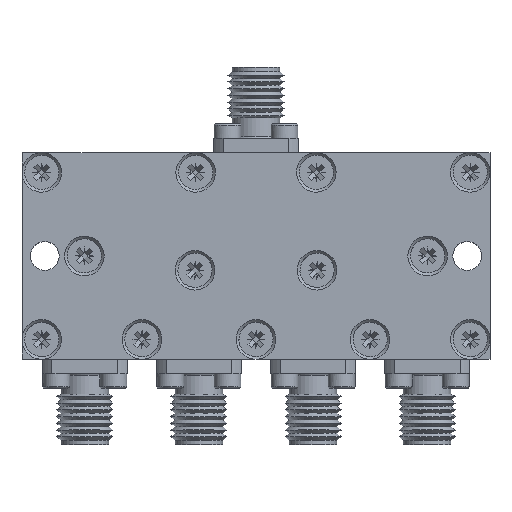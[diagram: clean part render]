
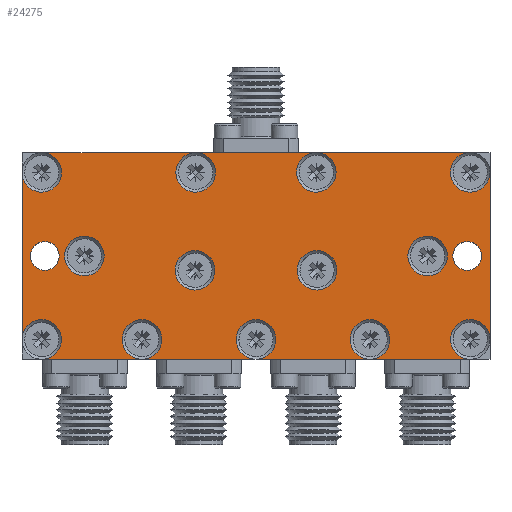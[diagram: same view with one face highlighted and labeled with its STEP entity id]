
A CAD part, top view. The second image highlights one B-rep face of the part: STEP entity #24275.
In plain terms, the highlighted planar face has unit normal (0, 0, 1).
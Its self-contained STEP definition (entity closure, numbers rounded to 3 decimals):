
#688=LINE('',#31858,#2125);
#689=LINE('',#31860,#2126);
#690=LINE('',#31862,#2127);
#712=LINE('',#31939,#2149);
#713=LINE('',#31941,#2150);
#714=LINE('',#31943,#2151);
#715=LINE('',#31945,#2152);
#719=LINE('',#32027,#2156);
#722=LINE('',#32033,#2159);
#2125=VECTOR('',#27015,1000.);
#2126=VECTOR('',#27016,1000.);
#2127=VECTOR('',#27017,1000.);
#2149=VECTOR('',#27073,1000.);
#2150=VECTOR('',#27074,1000.);
#2151=VECTOR('',#27075,1000.);
#2152=VECTOR('',#27076,1000.);
#2156=VECTOR('',#27174,1000.);
#2159=VECTOR('',#27179,1000.);
#4162=ORIENTED_EDGE('',*,*,#7911,.F.);
#4163=ORIENTED_EDGE('',*,*,#7909,.F.);
#4164=ORIENTED_EDGE('',*,*,#7840,.T.);
#4165=ORIENTED_EDGE('',*,*,#8172,.T.);
#4166=ORIENTED_EDGE('',*,*,#7839,.T.);
#4167=ORIENTED_EDGE('',*,*,#8170,.T.);
#4168=ORIENTED_EDGE('',*,*,#7838,.T.);
#4169=ORIENTED_EDGE('',*,*,#8173,.T.);
#4170=ORIENTED_EDGE('',*,*,#7915,.T.);
#4171=ORIENTED_EDGE('',*,*,#8168,.T.);
#4172=ORIENTED_EDGE('',*,*,#7881,.T.);
#4173=ORIENTED_EDGE('',*,*,#8166,.T.);
#4174=ORIENTED_EDGE('',*,*,#7880,.T.);
#4175=ORIENTED_EDGE('',*,*,#8164,.T.);
#4176=ORIENTED_EDGE('',*,*,#7879,.T.);
#4177=ORIENTED_EDGE('',*,*,#8162,.T.);
#4178=ORIENTED_EDGE('',*,*,#7878,.T.);
#4179=ORIENTED_EDGE('',*,*,#8160,.T.);
#4180=ORIENTED_EDGE('',*,*,#7918,.T.);
#4181=ORIENTED_EDGE('',*,*,#8158,.T.);
#4182=ORIENTED_EDGE('',*,*,#8156,.T.);
#4183=ORIENTED_EDGE('',*,*,#8154,.T.);
#4184=ORIENTED_EDGE('',*,*,#8152,.T.);
#4185=ORIENTED_EDGE('',*,*,#8150,.T.);
#7838=EDGE_CURVE('',#9975,#9974,#688,.T.);
#7839=EDGE_CURVE('',#9976,#9975,#689,.T.);
#7840=EDGE_CURVE('',#9970,#9976,#690,.T.);
#7878=EDGE_CURVE('',#10015,#10014,#712,.T.);
#7879=EDGE_CURVE('',#10016,#10015,#713,.T.);
#7880=EDGE_CURVE('',#10017,#10016,#714,.T.);
#7881=EDGE_CURVE('',#10010,#10017,#715,.T.);
#7909=EDGE_CURVE('',#10045,#10045,#11643,.T.);
#7911=EDGE_CURVE('',#10047,#10047,#11645,.T.);
#7915=EDGE_CURVE('',#10049,#10048,#719,.T.);
#7918=EDGE_CURVE('',#10051,#10050,#722,.T.);
#8150=EDGE_CURVE('',#10231,#10231,#11720,.T.);
#8152=EDGE_CURVE('',#10233,#10233,#11722,.T.);
#8154=EDGE_CURVE('',#10235,#10235,#11724,.T.);
#8156=EDGE_CURVE('',#10237,#10237,#11726,.T.);
#8158=EDGE_CURVE('',#10050,#9970,#11728,.T.);
#8160=EDGE_CURVE('',#10014,#10051,#11730,.T.);
#8162=EDGE_CURVE('',#10015,#10015,#11732,.T.);
#8164=EDGE_CURVE('',#10016,#10016,#11734,.T.);
#8166=EDGE_CURVE('',#10017,#10017,#11736,.T.);
#8168=EDGE_CURVE('',#10048,#10010,#11738,.T.);
#8170=EDGE_CURVE('',#9975,#9975,#11740,.T.);
#8172=EDGE_CURVE('',#9976,#9976,#11742,.T.);
#8173=EDGE_CURVE('',#9974,#10049,#11743,.T.);
#9970=VERTEX_POINT('',#31849);
#9974=VERTEX_POINT('',#31857);
#9975=VERTEX_POINT('',#31859);
#9976=VERTEX_POINT('',#31861);
#10010=VERTEX_POINT('',#31930);
#10014=VERTEX_POINT('',#31938);
#10015=VERTEX_POINT('',#31940);
#10016=VERTEX_POINT('',#31942);
#10017=VERTEX_POINT('',#31944);
#10045=VERTEX_POINT('',#32015);
#10047=VERTEX_POINT('',#32020);
#10048=VERTEX_POINT('',#32026);
#10049=VERTEX_POINT('',#32028);
#10050=VERTEX_POINT('',#32032);
#10051=VERTEX_POINT('',#32034);
#10231=VERTEX_POINT('',#32676);
#10233=VERTEX_POINT('',#32681);
#10235=VERTEX_POINT('',#32686);
#10237=VERTEX_POINT('',#32691);
#11643=CIRCLE('',#25359,1.6);
#11645=CIRCLE('',#25362,1.6);
#11720=CIRCLE('',#25574,2.2);
#11722=CIRCLE('',#25577,2.2);
#11724=CIRCLE('',#25580,2.2);
#11726=CIRCLE('',#25583,2.2);
#11728=CIRCLE('',#25586,2.2);
#11730=CIRCLE('',#25589,2.2);
#11732=CIRCLE('',#25592,2.2);
#11734=CIRCLE('',#25595,2.2);
#11736=CIRCLE('',#25598,2.2);
#11738=CIRCLE('',#25601,2.2);
#11740=CIRCLE('',#25604,2.2);
#11742=CIRCLE('',#25607,2.2);
#11743=CIRCLE('',#25609,2.2);
#12453=EDGE_LOOP('',(#4162));
#12454=EDGE_LOOP('',(#4163));
#12455=EDGE_LOOP('',(#4164,#4165,#4166,#4167,#4168,#4169,#4170,#4171,#4172,
#4173,#4174,#4175,#4176,#4177,#4178,#4179,#4180,#4181));
#12456=EDGE_LOOP('',(#4182));
#12457=EDGE_LOOP('',(#4183));
#12458=EDGE_LOOP('',(#4184));
#12459=EDGE_LOOP('',(#4185));
#14132=FACE_BOUND('',#12453,.T.);
#14133=FACE_BOUND('',#12454,.T.);
#14134=FACE_BOUND('',#12455,.T.);
#14135=FACE_BOUND('',#12456,.T.);
#14136=FACE_BOUND('',#12457,.T.);
#14137=FACE_BOUND('',#12458,.T.);
#14138=FACE_BOUND('',#12459,.T.);
#15634=PLANE('',#25608);
#24275=ADVANCED_FACE('',(#14132,#14133,#14134,#14135,#14136,#14137,#14138),
#15634,.T.);
#25359=AXIS2_PLACEMENT_3D('',#32014,#27159,#27160);
#25362=AXIS2_PLACEMENT_3D('',#32019,#27165,#27166);
#25574=AXIS2_PLACEMENT_3D('',#32675,#27705,#27706);
#25577=AXIS2_PLACEMENT_3D('',#32680,#27711,#27712);
#25580=AXIS2_PLACEMENT_3D('',#32685,#27717,#27718);
#25583=AXIS2_PLACEMENT_3D('',#32690,#27723,#27724);
#25586=AXIS2_PLACEMENT_3D('',#32695,#27729,#27730);
#25589=AXIS2_PLACEMENT_3D('',#32699,#27735,#27736);
#25592=AXIS2_PLACEMENT_3D('',#32703,#27741,#27742);
#25595=AXIS2_PLACEMENT_3D('',#32707,#27747,#27748);
#25598=AXIS2_PLACEMENT_3D('',#32711,#27753,#27754);
#25601=AXIS2_PLACEMENT_3D('',#32715,#27759,#27760);
#25604=AXIS2_PLACEMENT_3D('',#32719,#27765,#27766);
#25607=AXIS2_PLACEMENT_3D('',#32723,#27771,#27772);
#25608=AXIS2_PLACEMENT_3D('',#32724,#27773,#27774);
#25609=AXIS2_PLACEMENT_3D('',#32725,#27775,#27776);
#27015=DIRECTION('',(-1.,0.,0.));
#27016=DIRECTION('',(-1.,0.,0.));
#27017=DIRECTION('',(-1.,0.,0.));
#27073=DIRECTION('',(1.,0.,0.));
#27074=DIRECTION('',(1.,0.,0.));
#27075=DIRECTION('',(1.,0.,0.));
#27076=DIRECTION('',(1.,0.,0.));
#27159=DIRECTION('',(0.,0.,1.));
#27160=DIRECTION('',(-1.,0.,0.));
#27165=DIRECTION('',(0.,0.,1.));
#27166=DIRECTION('',(-1.,0.,0.));
#27174=DIRECTION('',(0.,-1.,0.));
#27179=DIRECTION('',(0.,1.,0.));
#27705=DIRECTION('',(0.,0.,-1.));
#27706=DIRECTION('',(0.,-1.,0.));
#27711=DIRECTION('',(0.,0.,-1.));
#27712=DIRECTION('',(0.,-1.,0.));
#27717=DIRECTION('',(0.,0.,-1.));
#27718=DIRECTION('',(0.,-1.,0.));
#27723=DIRECTION('',(0.,0.,-1.));
#27724=DIRECTION('',(0.,-1.,0.));
#27729=DIRECTION('',(0.,0.,-1.));
#27730=DIRECTION('',(0.,-1.,0.));
#27735=DIRECTION('',(0.,0.,-1.));
#27736=DIRECTION('',(0.,-1.,0.));
#27741=DIRECTION('',(0.,0.,-1.));
#27742=DIRECTION('',(0.,-1.,0.));
#27747=DIRECTION('',(0.,0.,-1.));
#27748=DIRECTION('',(0.,-1.,0.));
#27753=DIRECTION('',(0.,0.,-1.));
#27754=DIRECTION('',(0.,-1.,0.));
#27759=DIRECTION('',(0.,0.,-1.));
#27760=DIRECTION('',(0.,-1.,0.));
#27765=DIRECTION('',(0.,0.,-1.));
#27766=DIRECTION('',(0.,-1.,0.));
#27771=DIRECTION('',(0.,0.,-1.));
#27772=DIRECTION('',(0.,-1.,0.));
#27773=DIRECTION('',(0.,0.,1.));
#27774=DIRECTION('',(-1.,0.,0.));
#27775=DIRECTION('',(0.,0.,-1.));
#27776=DIRECTION('',(0.,-1.,0.));
#31849=CARTESIAN_POINT('',(23.85,23.,10.2));
#31857=CARTESIAN_POINT('',(-23.85,23.,10.2));
#31858=CARTESIAN_POINT('',(26.05,23.,10.2));
#31859=CARTESIAN_POINT('',(-6.715,23.,10.2));
#31860=CARTESIAN_POINT('',(26.05,23.,10.2));
#31861=CARTESIAN_POINT('',(6.715,23.,10.2));
#31862=CARTESIAN_POINT('',(26.05,23.,10.2));
#31930=CARTESIAN_POINT('',(-23.85,0.,10.2));
#31938=CARTESIAN_POINT('',(23.85,0.,10.2));
#31939=CARTESIAN_POINT('',(-26.05,0.,10.2));
#31940=CARTESIAN_POINT('',(12.7,0.,10.2));
#31941=CARTESIAN_POINT('',(-26.05,0.,10.2));
#31942=CARTESIAN_POINT('',(0.,0.,10.2));
#31943=CARTESIAN_POINT('',(-26.05,0.,10.2));
#31944=CARTESIAN_POINT('',(-12.7,0.,10.2));
#31945=CARTESIAN_POINT('',(-26.05,0.,10.2));
#32014=CARTESIAN_POINT('',(-23.51,11.5,10.2));
#32015=CARTESIAN_POINT('',(-25.11,11.5,10.2));
#32019=CARTESIAN_POINT('',(23.51,11.5,10.2));
#32020=CARTESIAN_POINT('',(21.91,11.5,10.2));
#32026=CARTESIAN_POINT('',(-26.05,2.2,10.2));
#32027=CARTESIAN_POINT('',(-26.05,23.,10.2));
#32028=CARTESIAN_POINT('',(-26.05,20.8,10.2));
#32032=CARTESIAN_POINT('',(26.05,20.8,10.2));
#32033=CARTESIAN_POINT('',(26.05,0.,10.2));
#32034=CARTESIAN_POINT('',(26.05,2.2,10.2));
#32675=CARTESIAN_POINT('',(19.11,11.5,10.2));
#32676=CARTESIAN_POINT('',(19.11,9.3,10.2));
#32680=CARTESIAN_POINT('',(-19.11,11.5,10.2));
#32681=CARTESIAN_POINT('',(-19.11,9.3,10.2));
#32685=CARTESIAN_POINT('',(6.793,9.9,10.2));
#32686=CARTESIAN_POINT('',(6.793,7.7,10.2));
#32690=CARTESIAN_POINT('',(-6.792,9.9,10.2));
#32691=CARTESIAN_POINT('',(-6.792,7.7,10.2));
#32695=CARTESIAN_POINT('',(23.85,20.8,10.2));
#32699=CARTESIAN_POINT('',(23.85,2.2,10.2));
#32703=CARTESIAN_POINT('',(12.7,2.2,10.2));
#32707=CARTESIAN_POINT('',(0.,2.2,10.2));
#32711=CARTESIAN_POINT('',(-12.7,2.2,10.2));
#32715=CARTESIAN_POINT('',(-23.85,2.2,10.2));
#32719=CARTESIAN_POINT('',(-6.715,20.8,10.2));
#32723=CARTESIAN_POINT('',(6.715,20.8,10.2));
#32724=CARTESIAN_POINT('',(0.,11.5,10.2));
#32725=CARTESIAN_POINT('',(-23.85,20.8,10.2));
